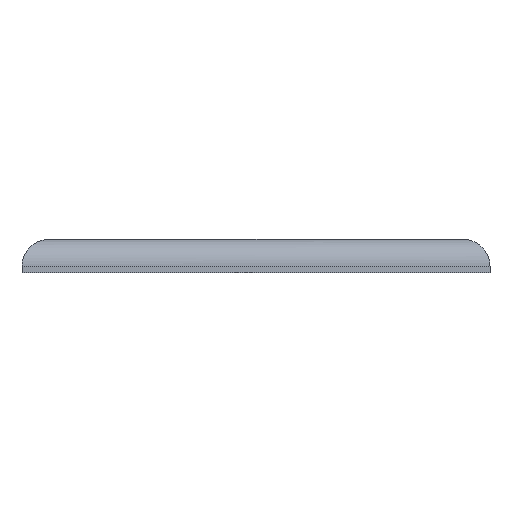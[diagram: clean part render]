
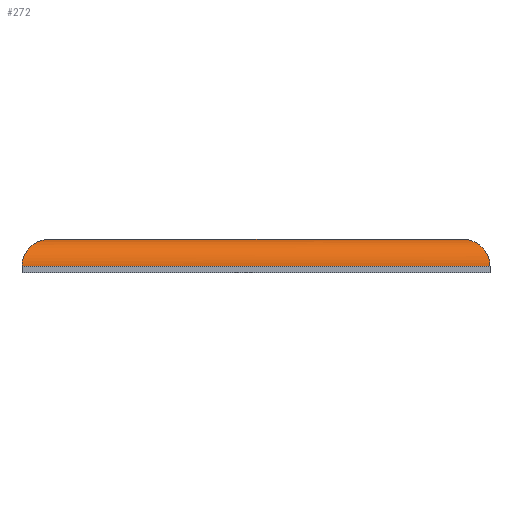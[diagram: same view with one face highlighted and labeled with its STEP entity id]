
A CAD part, front view. The second image highlights one B-rep face of the part: STEP entity #272.
In plain terms, the highlighted cylindrical face has radius 4.064 mm (diameter 8.128 mm), a partial arc.
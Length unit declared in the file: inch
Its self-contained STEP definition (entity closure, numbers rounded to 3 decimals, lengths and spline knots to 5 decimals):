
#73 = VERTEX_POINT ( 'NONE', #546 ) ;
#101 = CARTESIAN_POINT ( 'NONE',  ( 2.70873, 0.06627, 0.197 ) ) ;
#150 = CARTESIAN_POINT ( 'NONE',  ( 2.775, 0., 0.13073 ) ) ;
#166 = CARTESIAN_POINT ( 'NONE',  ( 2.615, 0.16, 0.197 ) ) ;
#180 = CARTESIAN_POINT ( 'NONE',  ( 2.775, 0., 0.037 ) ) ;
#183 = EDGE_CURVE ( 'NONE', #384, #73, #662, .T. ) ;
#203 = ORIENTED_EDGE ( 'NONE', *, *, #347, .F. ) ;
#238 = VERTEX_POINT ( 'NONE', #690 ) ;
#240 = VERTEX_POINT ( 'NONE', #673 ) ;
#267 = EDGE_CURVE ( 'NONE', #384, #240, #640, .T. ) ;
#269 = ORIENTED_EDGE ( 'NONE', *, *, #183, .F. ) ;
#270 = ORIENTED_EDGE ( 'NONE', *, *, #300, .T. ) ;
#271 = EDGE_LOOP ( 'NONE', ( #270, #269, #273, #203 ) ) ;
#272 = ADVANCED_FACE ( 'NONE', ( #966 ), #926, .T. ) ;
#273 = ORIENTED_EDGE ( 'NONE', *, *, #267, .T. ) ;
#300 = EDGE_CURVE ( 'NONE', #238, #73, #871, .T. ) ;
#347 = EDGE_CURVE ( 'NONE', #238, #240, #940, .T. ) ;
#384 = VERTEX_POINT ( 'NONE', #1134 ) ;
#546 = CARTESIAN_POINT ( 'NONE',  ( 0., 0., 0.037 ) ) ;
#640 =( BOUNDED_CURVE ( )  B_SPLINE_CURVE ( 3, ( #180, #150, #101, #166 ),
 .UNSPECIFIED., .F., .T. ) 
 B_SPLINE_CURVE_WITH_KNOTS ( ( 4, 4 ),
 ( 3.14159, 4.71239 ),
 .UNSPECIFIED. ) 
 CURVE ( )  GEOMETRIC_REPRESENTATION_ITEM ( )  RATIONAL_B_SPLINE_CURVE ( ( 1., 0.805, 0.805, 1. ) ) 
 REPRESENTATION_ITEM ( '' )  );
#647 = DIRECTION ( 'NONE',  ( -1., 0., 0. ) ) ;
#648 = VECTOR ( 'NONE', #647, 39.37008 ) ;
#659 = CARTESIAN_POINT ( 'NONE',  ( 0., 0., 0.037 ) ) ;
#662 = LINE ( 'NONE', #659, #648 ) ;
#673 = CARTESIAN_POINT ( 'NONE',  ( 2.615, 0.16, 0.197 ) ) ;
#690 = CARTESIAN_POINT ( 'NONE',  ( 0.16, 0.16, 0.197 ) ) ;
#869 = CARTESIAN_POINT ( 'NONE',  ( 0., 0.16, 0.037 ) ) ;
#871 =( BOUNDED_CURVE ( )  B_SPLINE_CURVE ( 3, ( #1009, #1008, #1007, #1006 ),
 .UNSPECIFIED., .F., .T. ) 
 B_SPLINE_CURVE_WITH_KNOTS ( ( 4, 4 ),
 ( 4.71239, 6.28319 ),
 .UNSPECIFIED. ) 
 CURVE ( )  GEOMETRIC_REPRESENTATION_ITEM ( )  RATIONAL_B_SPLINE_CURVE ( ( 1., 0.805, 0.805, 1. ) ) 
 REPRESENTATION_ITEM ( '' )  );
#923 = DIRECTION ( 'NONE',  ( 0., 0., -1. ) ) ;
#924 = DIRECTION ( 'NONE',  ( 1., 0., 0. ) ) ;
#925 = AXIS2_PLACEMENT_3D ( 'NONE', #869, #924, #923 ) ;
#926 = CYLINDRICAL_SURFACE ( 'NONE', #925, 0.16 ) ;
#937 = DIRECTION ( 'NONE',  ( 1., 0., 0. ) ) ;
#938 = VECTOR ( 'NONE', #937, 39.37008 ) ;
#939 = CARTESIAN_POINT ( 'NONE',  ( 0., 0.16, 0.197 ) ) ;
#940 = LINE ( 'NONE', #939, #938 ) ;
#966 = FACE_OUTER_BOUND ( 'NONE', #271, .T. ) ;
#1006 = CARTESIAN_POINT ( 'NONE',  ( 0., 0., 0.037 ) ) ;
#1007 = CARTESIAN_POINT ( 'NONE',  ( 0., 0., 0.13073 ) ) ;
#1008 = CARTESIAN_POINT ( 'NONE',  ( 0.06627, 0.06627, 0.197 ) ) ;
#1009 = CARTESIAN_POINT ( 'NONE',  ( 0.16, 0.16, 0.197 ) ) ;
#1134 = CARTESIAN_POINT ( 'NONE',  ( 2.775, 0., 0.037 ) ) ;
